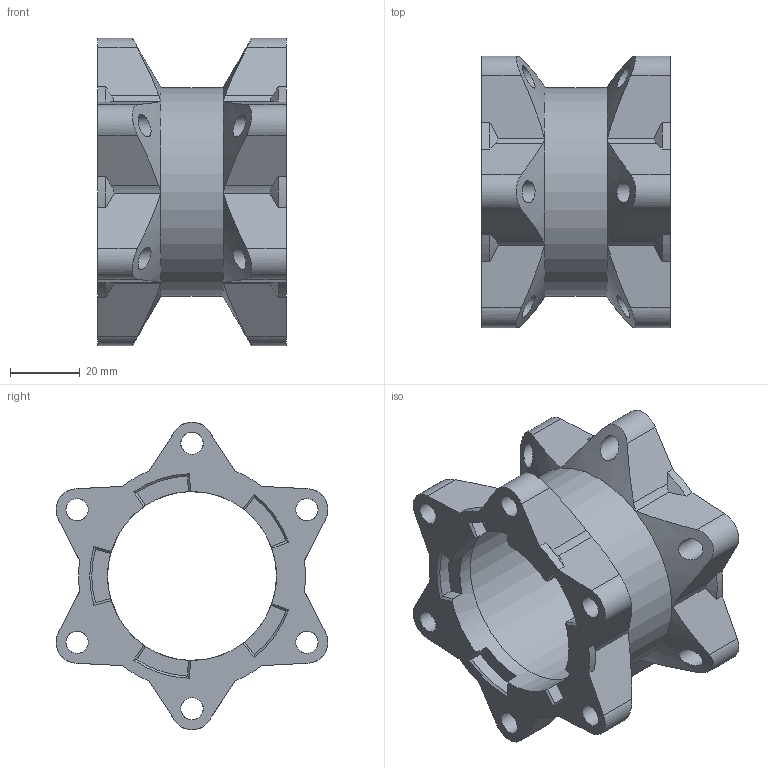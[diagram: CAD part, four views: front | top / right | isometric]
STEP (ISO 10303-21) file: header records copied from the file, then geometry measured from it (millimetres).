
FILE_DESCRIPTION(/* description */ (''),/* implementation_level */ '2;1');
FILE_NAME(/* name */ 'rim.step',/* time_stamp */ '2023-08-18T11:02:51+02:00',/* author */ (''),/* organization */ (''),/* preprocessor_version */ 'ST-DEVELOPER v20',/* originating_system */ 'Autodesk Translation Framework v12.9.0.99',/* authorisation */ '');
FILE_SCHEMA (('AUTOMOTIVE_DESIGN { 1 0 10303 214 3 1 1 }'));
Length unit declared in the file: millimetre
Products named in the file (1): mecanum_rim
Bounding box: 54.09 x 77.82 x 88 mm (x, y, z)
Volume: 77030.1 mm3; surface area: 31271.7 mm2
Topology: 1 solids, 2 shells, 131 faces, 396 edges, 268 vertices
Faces by surface type: cylinder 57, plane 55, cone 19
Full cylindrical faces by diameter (mm): 6.4 x12, 48.4 x1, 52.2 x1, 59.8 x1
Entity records: 5083 total; most frequent: CARTESIAN_POINT 1646, ORIENTED_EDGE 792, DIRECTION 619, EDGE_CURVE 396, VERTEX_POINT 268, AXIS2_PLACEMENT_3D 225, LINE 169, VECTOR 169
